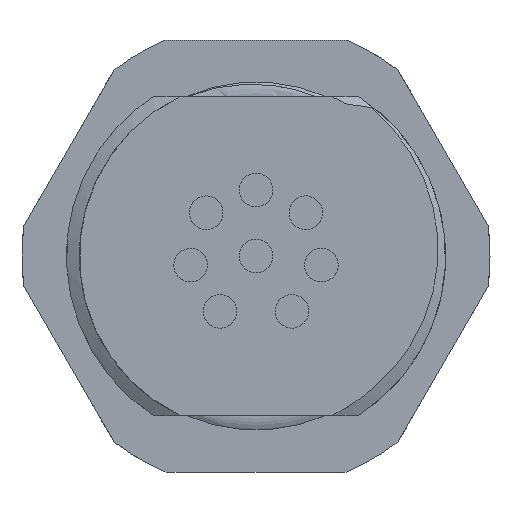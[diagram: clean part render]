
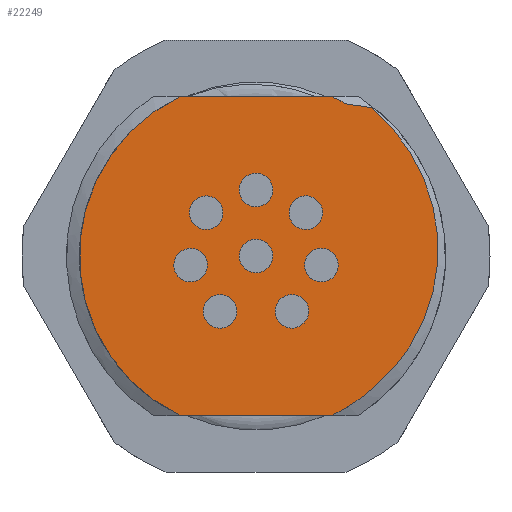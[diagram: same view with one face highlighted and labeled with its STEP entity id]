
A CAD part, front view. The second image highlights one B-rep face of the part: STEP entity #22249.
In plain terms, the highlighted planar face has unit normal (0, -1, 0).
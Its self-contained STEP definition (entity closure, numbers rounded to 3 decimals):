
#6077=DIRECTION('',(1.,0.,0.));
#6078=VECTOR('',#6077,6.302);
#6079=CARTESIAN_POINT('',(-3.151,-7.,-6.65));
#6080=LINE('',#6079,#6078);
#6861=DIRECTION('',(-1.,0.,0.));
#6862=VECTOR('',#6861,6.302);
#6863=CARTESIAN_POINT('',(3.151,-7.,6.65));
#6864=LINE('',#6863,#6862);
#7376=CARTESIAN_POINT('',(4.812,-7.,6.177));
#7377=CARTESIAN_POINT('',(5.123,-7.,5.916));
#7378=CARTESIAN_POINT('',(5.696,-7.,5.355));
#7379=CARTESIAN_POINT('',(6.419,-7.,4.389));
#7380=CARTESIAN_POINT('',(6.98,-7.,3.329));
#7381=CARTESIAN_POINT('',(7.369,-7.,2.199));
#7382=CARTESIAN_POINT('',(7.578,-7.,1.027));
#7383=CARTESIAN_POINT('',(7.603,-7.,-0.158));
#7384=CARTESIAN_POINT('',(7.444,-7.,-1.328));
#7385=CARTESIAN_POINT('',(7.107,-7.,-2.454));
#7386=CARTESIAN_POINT('',(6.601,-7.,-3.508));
#7387=CARTESIAN_POINT('',(5.938,-7.,-4.469));
#7388=CARTESIAN_POINT('',(5.409,-7.,-5.026));
#7389=CARTESIAN_POINT('',(5.12,-7.,-5.285));
#7391=CARTESIAN_POINT('',(0.,-7.,0.));
#7392=DIRECTION('',(0.,-1.,0.));
#7393=DIRECTION('',(0.428,0.,-0.904));
#7394=AXIS2_PLACEMENT_3D('',#7391,#7392,#7393);
#7396=CARTESIAN_POINT('',(0.,-7.,0.));
#7397=DIRECTION('',(0.,-1.,0.));
#7398=DIRECTION('',(-0.428,0.,0.904));
#7399=AXIS2_PLACEMENT_3D('',#7396,#7397,#7398);
#7401=CARTESIAN_POINT('',(0.,-7.,0.));
#7402=DIRECTION('',(0.,-1.,0.));
#7403=DIRECTION('',(0.507,0.,0.862));
#7404=AXIS2_PLACEMENT_3D('',#7401,#7402,#7403);
#7406=CARTESIAN_POINT('',(1.498,-7.,-2.306));
#7407=DIRECTION('',(0.,-1.,0.));
#7408=DIRECTION('',(0.407,0.,0.914));
#7409=AXIS2_PLACEMENT_3D('',#7406,#7407,#7408);
#7411=CARTESIAN_POINT('',(1.498,-7.,-2.306));
#7412=DIRECTION('',(0.,-1.,0.));
#7413=DIRECTION('',(-0.407,0.,-0.914));
#7414=AXIS2_PLACEMENT_3D('',#7411,#7412,#7413);
#7416=CARTESIAN_POINT('',(2.723,-7.,-0.383));
#7417=DIRECTION('',(0.,-1.,0.));
#7418=DIRECTION('',(-0.423,0.,0.906));
#7419=AXIS2_PLACEMENT_3D('',#7416,#7417,#7418);
#7421=CARTESIAN_POINT('',(2.723,-7.,-0.383));
#7422=DIRECTION('',(0.,-1.,0.));
#7423=DIRECTION('',(0.423,0.,-0.906));
#7424=AXIS2_PLACEMENT_3D('',#7421,#7422,#7423);
#7426=CARTESIAN_POINT('',(2.075,-7.,1.804));
#7427=DIRECTION('',(0.,-1.,0.));
#7428=DIRECTION('',(-0.961,0.,0.276));
#7429=AXIS2_PLACEMENT_3D('',#7426,#7427,#7428);
#7431=CARTESIAN_POINT('',(2.075,-7.,1.804));
#7432=DIRECTION('',(0.,-1.,0.));
#7433=DIRECTION('',(0.961,0.,-0.276));
#7434=AXIS2_PLACEMENT_3D('',#7431,#7432,#7433);
#7436=CARTESIAN_POINT('',(0.,-7.,2.75));
#7437=DIRECTION('',(0.,-1.,0.));
#7438=DIRECTION('',(-0.839,0.,-0.545));
#7439=AXIS2_PLACEMENT_3D('',#7436,#7437,#7438);
#7441=CARTESIAN_POINT('',(0.,-7.,2.75));
#7442=DIRECTION('',(0.,-1.,0.));
#7443=DIRECTION('',(0.839,0.,0.545));
#7444=AXIS2_PLACEMENT_3D('',#7441,#7442,#7443);
#7446=CARTESIAN_POINT('',(-2.075,-7.,1.804));
#7447=DIRECTION('',(0.,-1.,0.));
#7448=DIRECTION('',(-0.139,0.,-0.99));
#7449=AXIS2_PLACEMENT_3D('',#7446,#7447,#7448);
#7451=CARTESIAN_POINT('',(-2.075,-7.,1.804));
#7452=DIRECTION('',(0.,-1.,0.));
#7453=DIRECTION('',(0.139,0.,0.99));
#7454=AXIS2_PLACEMENT_3D('',#7451,#7452,#7453);
#7456=CARTESIAN_POINT('',(-2.723,-7.,-0.383));
#7457=DIRECTION('',(0.,-1.,0.));
#7458=DIRECTION('',(0.656,0.,-0.755));
#7459=AXIS2_PLACEMENT_3D('',#7456,#7457,#7458);
#7461=CARTESIAN_POINT('',(-2.723,-7.,-0.383));
#7462=DIRECTION('',(0.,-1.,0.));
#7463=DIRECTION('',(-0.656,0.,0.755));
#7464=AXIS2_PLACEMENT_3D('',#7461,#7462,#7463);
#7466=CARTESIAN_POINT('',(-1.498,-7.,-2.306));
#7467=DIRECTION('',(0.,-1.,0.));
#7468=DIRECTION('',(1.,0.,0.));
#7469=AXIS2_PLACEMENT_3D('',#7466,#7467,#7468);
#7471=CARTESIAN_POINT('',(-1.498,-7.,-2.306));
#7472=DIRECTION('',(0.,-1.,0.));
#7473=DIRECTION('',(-1.,0.,0.));
#7474=AXIS2_PLACEMENT_3D('',#7471,#7472,#7473);
#7476=CARTESIAN_POINT('',(0.,-7.,0.));
#7477=DIRECTION('',(0.,-1.,0.));
#7478=DIRECTION('',(0.407,0.,0.914));
#7479=AXIS2_PLACEMENT_3D('',#7476,#7477,#7478);
#7481=CARTESIAN_POINT('',(0.,-7.,0.));
#7482=DIRECTION('',(0.,-1.,0.));
#7483=DIRECTION('',(-0.407,0.,-0.914));
#7484=AXIS2_PLACEMENT_3D('',#7481,#7482,#7483);
#7486=DIRECTION('',(0.988,0.,-0.152));
#7487=VECTOR('',#7486,1.095);
#7488=CARTESIAN_POINT('',(3.73,-7.,6.343));
#7489=LINE('',#7488,#7487);
#8922=CARTESIAN_POINT('',(1.782,-7.,-1.667));
#8923=CARTESIAN_POINT('',(1.213,-7.,-2.946));
#8924=VERTEX_POINT('',#8922);
#8925=VERTEX_POINT('',#8923);
#8926=CARTESIAN_POINT('',(2.427,-7.,0.252));
#8927=CARTESIAN_POINT('',(3.019,-7.,-1.017));
#8928=VERTEX_POINT('',#8926);
#8929=VERTEX_POINT('',#8927);
#8930=CARTESIAN_POINT('',(1.403,-7.,1.997));
#8931=CARTESIAN_POINT('',(2.748,-7.,1.611));
#8932=VERTEX_POINT('',#8930);
#8933=VERTEX_POINT('',#8931);
#8934=CARTESIAN_POINT('',(-0.587,-7.,2.369));
#8935=CARTESIAN_POINT('',(0.587,-7.,3.131));
#8936=VERTEX_POINT('',#8934);
#8937=VERTEX_POINT('',#8935);
#8938=CARTESIAN_POINT('',(-2.173,-7.,1.111));
#8939=CARTESIAN_POINT('',(-1.978,-7.,2.497));
#8940=VERTEX_POINT('',#8938);
#8941=VERTEX_POINT('',#8939);
#8942=CARTESIAN_POINT('',(-2.264,-7.,-0.911));
#8943=CARTESIAN_POINT('',(-3.182,-7.,0.146));
#8944=VERTEX_POINT('',#8942);
#8945=VERTEX_POINT('',#8943);
#8946=CARTESIAN_POINT('',(-0.798,-7.,-2.306));
#8947=CARTESIAN_POINT('',(-2.198,-7.,-2.306));
#8948=VERTEX_POINT('',#8946);
#8949=VERTEX_POINT('',#8947);
#8950=CARTESIAN_POINT('',(0.285,-7.,0.639));
#8951=CARTESIAN_POINT('',(-0.285,-7.,-0.639));
#8952=VERTEX_POINT('',#8950);
#8953=VERTEX_POINT('',#8951);
#9002=CARTESIAN_POINT('',(-3.151,-7.,6.65));
#9003=CARTESIAN_POINT('',(-3.151,-7.,-6.65));
#9004=VERTEX_POINT('',#9002);
#9005=VERTEX_POINT('',#9003);
#9084=CARTESIAN_POINT('',(3.151,-7.,-6.65));
#9085=CARTESIAN_POINT('',(5.12,-7.,-5.285));
#9086=VERTEX_POINT('',#9084);
#9087=VERTEX_POINT('',#9085);
#9136=CARTESIAN_POINT('',(3.151,-7.,6.65));
#9137=VERTEX_POINT('',#9136);
#9138=CARTESIAN_POINT('',(3.73,-7.,6.343));
#9139=CARTESIAN_POINT('',(4.812,-7.,6.177));
#9140=VERTEX_POINT('',#9138);
#9141=VERTEX_POINT('',#9139);
#22186=CARTESIAN_POINT('',(0.,-7.,0.));
#22187=DIRECTION('',(0.,-1.,0.));
#22188=DIRECTION('',(1.,0.,0.));
#22189=AXIS2_PLACEMENT_3D('',#22186,#22187,#22188);
#22190=PLANE('',#22189);
#22191=ORIENTED_EDGE('',*,*,#21582,.T.);
#22192=ORIENTED_EDGE('',*,*,#19926,.F.);
#22193=ORIENTED_EDGE('',*,*,#18973,.F.);
#22194=ORIENTED_EDGE('',*,*,#19571,.F.);
#22195=ORIENTED_EDGE('',*,*,#19833,.F.);
#22196=ORIENTED_EDGE('',*,*,#19936,.F.);
#22198=ORIENTED_EDGE('',*,*,#22197,.T.);
#22199=EDGE_LOOP('',(#22191,#22192,#22193,#22194,#22195,#22196,#22198));
#22200=FACE_OUTER_BOUND('',#22199,.F.);
#22202=ORIENTED_EDGE('',*,*,#22201,.T.);
#22204=ORIENTED_EDGE('',*,*,#22203,.T.);
#22205=EDGE_LOOP('',(#22202,#22204));
#22206=FACE_BOUND('',#22205,.F.);
#22208=ORIENTED_EDGE('',*,*,#22207,.T.);
#22210=ORIENTED_EDGE('',*,*,#22209,.T.);
#22211=EDGE_LOOP('',(#22208,#22210));
#22212=FACE_BOUND('',#22211,.F.);
#22214=ORIENTED_EDGE('',*,*,#22213,.T.);
#22216=ORIENTED_EDGE('',*,*,#22215,.T.);
#22217=EDGE_LOOP('',(#22214,#22216));
#22218=FACE_BOUND('',#22217,.F.);
#22220=ORIENTED_EDGE('',*,*,#22219,.T.);
#22222=ORIENTED_EDGE('',*,*,#22221,.T.);
#22223=EDGE_LOOP('',(#22220,#22222));
#22224=FACE_BOUND('',#22223,.F.);
#22226=ORIENTED_EDGE('',*,*,#22225,.T.);
#22228=ORIENTED_EDGE('',*,*,#22227,.T.);
#22229=EDGE_LOOP('',(#22226,#22228));
#22230=FACE_BOUND('',#22229,.F.);
#22232=ORIENTED_EDGE('',*,*,#22231,.T.);
#22234=ORIENTED_EDGE('',*,*,#22233,.T.);
#22235=EDGE_LOOP('',(#22232,#22234));
#22236=FACE_BOUND('',#22235,.F.);
#22238=ORIENTED_EDGE('',*,*,#22237,.T.);
#22240=ORIENTED_EDGE('',*,*,#22239,.T.);
#22241=EDGE_LOOP('',(#22238,#22240));
#22242=FACE_BOUND('',#22241,.F.);
#22244=ORIENTED_EDGE('',*,*,#22243,.T.);
#22246=ORIENTED_EDGE('',*,*,#22245,.T.);
#22247=EDGE_LOOP('',(#22244,#22246));
#22248=FACE_BOUND('',#22247,.F.);
#22249=ADVANCED_FACE('',(#22200,#22206,#22212,#22218,#22224,#22230,#22236,
#22242,#22248),#22190,.T.);
#7390=B_SPLINE_CURVE_WITH_KNOTS('',3,(#7376,#7377,#7378,#7379,#7380,#7381,#7382,
#7383,#7384,#7385,#7386,#7387,#7388,#7389),.UNSPECIFIED.,.F.,.F.,(4,1,1,1,1,1,1,
1,1,1,1,4),(0.,0.091,0.182,0.273,
0.364,0.455,0.545,0.636,
0.727,0.818,0.909,1.),.UNSPECIFIED.);
#7395=CIRCLE('',#7394,7.359);
#7400=CIRCLE('',#7399,7.359);
#7405=CIRCLE('',#7404,7.359);
#7410=CIRCLE('',#7409,0.7);
#7415=CIRCLE('',#7414,0.7);
#7420=CIRCLE('',#7419,0.7);
#7425=CIRCLE('',#7424,0.7);
#7430=CIRCLE('',#7429,0.7);
#7435=CIRCLE('',#7434,0.7);
#7440=CIRCLE('',#7439,0.7);
#7445=CIRCLE('',#7444,0.7);
#7450=CIRCLE('',#7449,0.7);
#7455=CIRCLE('',#7454,0.7);
#7460=CIRCLE('',#7459,0.7);
#7465=CIRCLE('',#7464,0.7);
#7470=CIRCLE('',#7469,0.7);
#7475=CIRCLE('',#7474,0.7);
#7480=CIRCLE('',#7479,0.7);
#7485=CIRCLE('',#7484,0.7);
#18973=EDGE_CURVE('',#9005,#9086,#6080,.T.);
#19571=EDGE_CURVE('',#9004,#9005,#7400,.T.);
#19833=EDGE_CURVE('',#9137,#9004,#6864,.T.);
#19926=EDGE_CURVE('',#9086,#9087,#7395,.T.);
#19936=EDGE_CURVE('',#9140,#9137,#7405,.T.);
#21582=EDGE_CURVE('',#9141,#9087,#7390,.T.);
#22197=EDGE_CURVE('',#9140,#9141,#7489,.T.);
#22201=EDGE_CURVE('',#8924,#8925,#7410,.T.);
#22203=EDGE_CURVE('',#8925,#8924,#7415,.T.);
#22207=EDGE_CURVE('',#8928,#8929,#7420,.T.);
#22209=EDGE_CURVE('',#8929,#8928,#7425,.T.);
#22213=EDGE_CURVE('',#8932,#8933,#7430,.T.);
#22215=EDGE_CURVE('',#8933,#8932,#7435,.T.);
#22219=EDGE_CURVE('',#8936,#8937,#7440,.T.);
#22221=EDGE_CURVE('',#8937,#8936,#7445,.T.);
#22225=EDGE_CURVE('',#8940,#8941,#7450,.T.);
#22227=EDGE_CURVE('',#8941,#8940,#7455,.T.);
#22231=EDGE_CURVE('',#8944,#8945,#7460,.T.);
#22233=EDGE_CURVE('',#8945,#8944,#7465,.T.);
#22237=EDGE_CURVE('',#8948,#8949,#7470,.T.);
#22239=EDGE_CURVE('',#8949,#8948,#7475,.T.);
#22243=EDGE_CURVE('',#8952,#8953,#7480,.T.);
#22245=EDGE_CURVE('',#8953,#8952,#7485,.T.);
